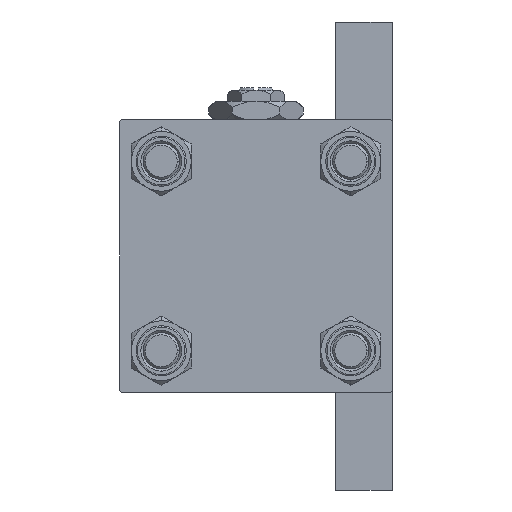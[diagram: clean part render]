
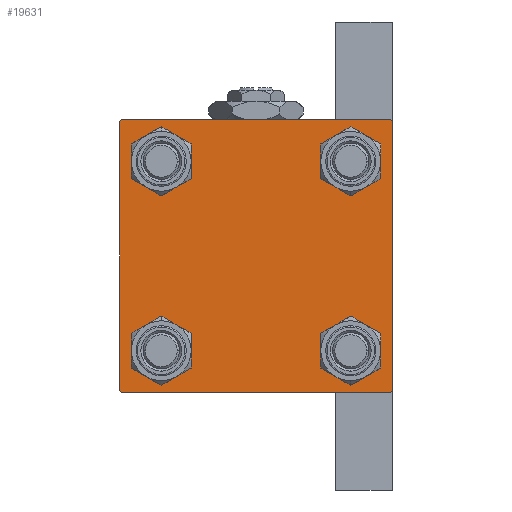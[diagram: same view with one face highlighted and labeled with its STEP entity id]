
A CAD part, left-side view. The second image highlights one B-rep face of the part: STEP entity #19631.
In plain terms, the highlighted planar face has unit normal (-1, 0, 0).
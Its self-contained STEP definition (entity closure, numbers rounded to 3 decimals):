
#21 = CARTESIAN_POINT ( 'NONE',  ( 0., 20.85, -16.35 ) ) ;
#129 = EDGE_CURVE ( 'NONE', #40021, #4941, #53107, .T. ) ;
#923 = VECTOR ( 'NONE', #43076, 1000. ) ;
#1143 = FACE_BOUND ( 'NONE', #17440, .T. ) ;
#1411 = DIRECTION ( 'NONE',  ( -1., 0., 0. ) ) ;
#1630 = CARTESIAN_POINT ( 'NONE',  ( 0., 29.5, -30. ) ) ;
#1646 = DIRECTION ( 'NONE',  ( 0., -0.707, 0.707 ) ) ;
#1755 = CARTESIAN_POINT ( 'NONE',  ( 0., 30., -29.5 ) ) ;
#1877 = VERTEX_POINT ( 'NONE', #42312 ) ;
#2149 = CARTESIAN_POINT ( 'NONE',  ( 0., 30., 30. ) ) ;
#2212 = AXIS2_PLACEMENT_3D ( 'NONE', #26461, #1411, #50401 ) ;
#2631 = CARTESIAN_POINT ( 'NONE',  ( 0., 29.75, 29.75 ) ) ;
#2747 = CARTESIAN_POINT ( 'NONE',  ( 0., 20.85, 25.35 ) ) ;
#3210 = LINE ( 'NONE', #23696, #923 ) ;
#3680 = DIRECTION ( 'NONE',  ( 0., 0., 1. ) ) ;
#3681 = DIRECTION ( 'NONE',  ( 1., 0., 0. ) ) ;
#4568 = DIRECTION ( 'NONE',  ( 1., 0., 0. ) ) ;
#4727 = DIRECTION ( 'NONE',  ( 1., 0., 0. ) ) ;
#4941 = VERTEX_POINT ( 'NONE', #18146 ) ;
#5064 = VECTOR ( 'NONE', #46800, 1000. ) ;
#5176 = FACE_BOUND ( 'NONE', #9257, .T. ) ;
#5238 = EDGE_CURVE ( 'NONE', #48637, #35926, #11056, .T. ) ;
#5833 = CARTESIAN_POINT ( 'NONE',  ( 0., 29.5, 30. ) ) ;
#6117 = ORIENTED_EDGE ( 'NONE', *, *, #5238, .F. ) ;
#6245 = CIRCLE ( 'NONE', #13969, 4.5 ) ;
#6350 = ORIENTED_EDGE ( 'NONE', *, *, #7878, .T. ) ;
#6542 = DIRECTION ( 'NONE',  ( 0., -0.707, -0.707 ) ) ;
#7324 = CARTESIAN_POINT ( 'NONE',  ( 0., 30., -30. ) ) ;
#7468 = DIRECTION ( 'NONE',  ( 1., 0., 0. ) ) ;
#7620 = DIRECTION ( 'NONE',  ( 1., 0., 0. ) ) ;
#7878 = EDGE_CURVE ( 'NONE', #4941, #40021, #18017, .T. ) ;
#8221 = CARTESIAN_POINT ( 'NONE',  ( 0., -20.85, -25.35 ) ) ;
#8928 = LINE ( 'NONE', #30459, #38303 ) ;
#9207 = AXIS2_PLACEMENT_3D ( 'NONE', #52955, #4727, #45126 ) ;
#9257 = EDGE_LOOP ( 'NONE', ( #21221, #6350 ) ) ;
#10260 = ORIENTED_EDGE ( 'NONE', *, *, #23972, .T. ) ;
#10600 = VERTEX_POINT ( 'NONE', #8221 ) ;
#11056 = LINE ( 'NONE', #44163, #36084 ) ;
#11128 = DIRECTION ( 'NONE',  ( 1., 0., 0. ) ) ;
#11364 = LINE ( 'NONE', #7324, #28088 ) ;
#12227 = EDGE_CURVE ( 'NONE', #10600, #13312, #34899, .T. ) ;
#12293 = CARTESIAN_POINT ( 'NONE',  ( 0., -20.85, 20.85 ) ) ;
#12667 = CARTESIAN_POINT ( 'NONE',  ( 0., 30., 29.5 ) ) ;
#13174 = CARTESIAN_POINT ( 'NONE',  ( 0., -20.85, -20.85 ) ) ;
#13297 = VERTEX_POINT ( 'NONE', #36336 ) ;
#13312 = VERTEX_POINT ( 'NONE', #36586 ) ;
#13574 = ORIENTED_EDGE ( 'NONE', *, *, #20073, .F. ) ;
#13878 = CARTESIAN_POINT ( 'NONE',  ( 0., -20.85, 16.35 ) ) ;
#13969 = AXIS2_PLACEMENT_3D ( 'NONE', #12293, #7468, #3680 ) ;
#14199 = CARTESIAN_POINT ( 'NONE',  ( 0., -29.5, 30. ) ) ;
#14335 = ORIENTED_EDGE ( 'NONE', *, *, #20741, .T. ) ;
#15161 = CARTESIAN_POINT ( 'NONE',  ( 0., 29.75, -29.75 ) ) ;
#15179 = CARTESIAN_POINT ( 'NONE',  ( 0., 20.85, -20.85 ) ) ;
#15289 = EDGE_CURVE ( 'NONE', #13297, #35926, #8928, .T. ) ;
#15360 = DIRECTION ( 'NONE',  ( 0., 0., -1. ) ) ;
#16580 = DIRECTION ( 'NONE',  ( 0., 0., -1. ) ) ;
#17049 = VERTEX_POINT ( 'NONE', #1630 ) ;
#17440 = EDGE_LOOP ( 'NONE', ( #30076, #35656 ) ) ;
#17572 = FACE_OUTER_BOUND ( 'NONE', #30651, .T. ) ;
#17786 = LINE ( 'NONE', #2149, #42685 ) ;
#18017 = CIRCLE ( 'NONE', #21471, 4.5 ) ;
#18146 = CARTESIAN_POINT ( 'NONE',  ( 0., 20.85, 16.35 ) ) ;
#18319 = DIRECTION ( 'NONE',  ( 0., -1., 0. ) ) ;
#18657 = VERTEX_POINT ( 'NONE', #5833 ) ;
#18714 = AXIS2_PLACEMENT_3D ( 'NONE', #15179, #11128, #43977 ) ;
#19631 = ADVANCED_FACE ( 'NONE', ( #1143, #39088, #21624, #5176, #17572 ), #30761, .T. ) ;
#20073 = EDGE_CURVE ( 'NONE', #18657, #37220, #17786, .T. ) ;
#20741 = EDGE_CURVE ( 'NONE', #17049, #13297, #11364, .T. ) ;
#21138 = AXIS2_PLACEMENT_3D ( 'NONE', #13174, #4568, #33644 ) ;
#21221 = ORIENTED_EDGE ( 'NONE', *, *, #129, .T. ) ;
#21471 = AXIS2_PLACEMENT_3D ( 'NONE', #32212, #3681, #44082 ) ;
#21537 = EDGE_CURVE ( 'NONE', #47970, #48221, #38418, .T. ) ;
#21624 = FACE_BOUND ( 'NONE', #42521, .T. ) ;
#22064 = ORIENTED_EDGE ( 'NONE', *, *, #15289, .T. ) ;
#22754 = EDGE_CURVE ( 'NONE', #24046, #23554, #30017, .T. ) ;
#23214 = VERTEX_POINT ( 'NONE', #21 ) ;
#23502 = CARTESIAN_POINT ( 'NONE',  ( 0., -20.85, -20.85 ) ) ;
#23554 = VERTEX_POINT ( 'NONE', #1755 ) ;
#23696 = CARTESIAN_POINT ( 'NONE',  ( 0., -29.75, 29.75 ) ) ;
#23972 = EDGE_CURVE ( 'NONE', #13312, #10600, #28934, .T. ) ;
#24046 = VERTEX_POINT ( 'NONE', #12667 ) ;
#24218 = ORIENTED_EDGE ( 'NONE', *, *, #26559, .T. ) ;
#24584 = CARTESIAN_POINT ( 'NONE',  ( 0., 20.85, 20.85 ) ) ;
#25594 = AXIS2_PLACEMENT_3D ( 'NONE', #24584, #7620, #40462 ) ;
#26363 = AXIS2_PLACEMENT_3D ( 'NONE', #23502, #27534, #44721 ) ;
#26461 = CARTESIAN_POINT ( 'NONE',  ( 0., 0., 0. ) ) ;
#26559 = EDGE_CURVE ( 'NONE', #1877, #23214, #28162, .T. ) ;
#26813 = CARTESIAN_POINT ( 'NONE',  ( 0., -20.85, 25.35 ) ) ;
#27534 = DIRECTION ( 'NONE',  ( 1., 0., 0. ) ) ;
#27700 = ORIENTED_EDGE ( 'NONE', *, *, #22754, .T. ) ;
#28088 = VECTOR ( 'NONE', #47716, 1000. ) ;
#28162 = CIRCLE ( 'NONE', #18714, 4.5 ) ;
#28934 = CIRCLE ( 'NONE', #26363, 4.5 ) ;
#29121 = ORIENTED_EDGE ( 'NONE', *, *, #29970, .T. ) ;
#29535 = EDGE_CURVE ( 'NONE', #23554, #17049, #43158, .T. ) ;
#29970 = EDGE_CURVE ( 'NONE', #18657, #24046, #30650, .T. ) ;
#30017 = LINE ( 'NONE', #37041, #40944 ) ;
#30076 = ORIENTED_EDGE ( 'NONE', *, *, #45158, .T. ) ;
#30459 = CARTESIAN_POINT ( 'NONE',  ( 0., -29.75, -29.75 ) ) ;
#30650 = LINE ( 'NONE', #2631, #5064 ) ;
#30651 = EDGE_LOOP ( 'NONE', ( #27700, #48935, #14335, #22064, #6117, #46112, #13574, #29121 ) ) ;
#30761 = PLANE ( 'NONE',  #2212 ) ;
#30913 = CIRCLE ( 'NONE', #42981, 4.5 ) ;
#31012 = EDGE_CURVE ( 'NONE', #23214, #1877, #30913, .T. ) ;
#32212 = CARTESIAN_POINT ( 'NONE',  ( 0., 20.85, 20.85 ) ) ;
#32824 = EDGE_CURVE ( 'NONE', #48637, #37220, #3210, .T. ) ;
#33644 = DIRECTION ( 'NONE',  ( 0., 0., 1. ) ) ;
#34899 = CIRCLE ( 'NONE', #21138, 4.5 ) ;
#35656 = ORIENTED_EDGE ( 'NONE', *, *, #21537, .T. ) ;
#35926 = VERTEX_POINT ( 'NONE', #43979 ) ;
#36084 = VECTOR ( 'NONE', #15360, 1000. ) ;
#36336 = CARTESIAN_POINT ( 'NONE',  ( 0., -29.5, -30. ) ) ;
#36352 = ORIENTED_EDGE ( 'NONE', *, *, #12227, .T. ) ;
#36586 = CARTESIAN_POINT ( 'NONE',  ( 0., -20.85, -16.35 ) ) ;
#36900 = VECTOR ( 'NONE', #6542, 1000. ) ;
#37041 = CARTESIAN_POINT ( 'NONE',  ( 0., 30., 30. ) ) ;
#37220 = VERTEX_POINT ( 'NONE', #14199 ) ;
#37553 = CARTESIAN_POINT ( 'NONE',  ( 0., 20.85, -20.85 ) ) ;
#38303 = VECTOR ( 'NONE', #1646, 1000. ) ;
#38418 = CIRCLE ( 'NONE', #9207, 4.5 ) ;
#39088 = FACE_BOUND ( 'NONE', #49716, .T. ) ;
#40021 = VERTEX_POINT ( 'NONE', #2747 ) ;
#40462 = DIRECTION ( 'NONE',  ( 0., 0., 1. ) ) ;
#40944 = VECTOR ( 'NONE', #16580, 1000. ) ;
#42312 = CARTESIAN_POINT ( 'NONE',  ( 0., 20.85, -25.35 ) ) ;
#42521 = EDGE_LOOP ( 'NONE', ( #46888, #24218 ) ) ;
#42685 = VECTOR ( 'NONE', #18319, 1000. ) ;
#42981 = AXIS2_PLACEMENT_3D ( 'NONE', #37553, #53188, #48883 ) ;
#43076 = DIRECTION ( 'NONE',  ( 0., 0.707, 0.707 ) ) ;
#43158 = LINE ( 'NONE', #15161, #36900 ) ;
#43977 = DIRECTION ( 'NONE',  ( 0., 0., 1. ) ) ;
#43979 = CARTESIAN_POINT ( 'NONE',  ( 0., -30., -29.5 ) ) ;
#44082 = DIRECTION ( 'NONE',  ( 0., 0., 1. ) ) ;
#44163 = CARTESIAN_POINT ( 'NONE',  ( 0., -30., 30. ) ) ;
#44721 = DIRECTION ( 'NONE',  ( 0., 0., 1. ) ) ;
#45126 = DIRECTION ( 'NONE',  ( 0., 0., 1. ) ) ;
#45158 = EDGE_CURVE ( 'NONE', #48221, #47970, #6245, .T. ) ;
#46112 = ORIENTED_EDGE ( 'NONE', *, *, #32824, .T. ) ;
#46800 = DIRECTION ( 'NONE',  ( 0., 0.707, -0.707 ) ) ;
#46888 = ORIENTED_EDGE ( 'NONE', *, *, #31012, .T. ) ;
#47716 = DIRECTION ( 'NONE',  ( 0., -1., 0. ) ) ;
#47970 = VERTEX_POINT ( 'NONE', #13878 ) ;
#48221 = VERTEX_POINT ( 'NONE', #26813 ) ;
#48637 = VERTEX_POINT ( 'NONE', #51486 ) ;
#48883 = DIRECTION ( 'NONE',  ( 0., 0., 1. ) ) ;
#48935 = ORIENTED_EDGE ( 'NONE', *, *, #29535, .T. ) ;
#49716 = EDGE_LOOP ( 'NONE', ( #10260, #36352 ) ) ;
#50401 = DIRECTION ( 'NONE',  ( 0., 0., 1. ) ) ;
#51486 = CARTESIAN_POINT ( 'NONE',  ( 0., -30., 29.5 ) ) ;
#52955 = CARTESIAN_POINT ( 'NONE',  ( 0., -20.85, 20.85 ) ) ;
#53107 = CIRCLE ( 'NONE', #25594, 4.5 ) ;
#53188 = DIRECTION ( 'NONE',  ( 1., 0., 0. ) ) ;
